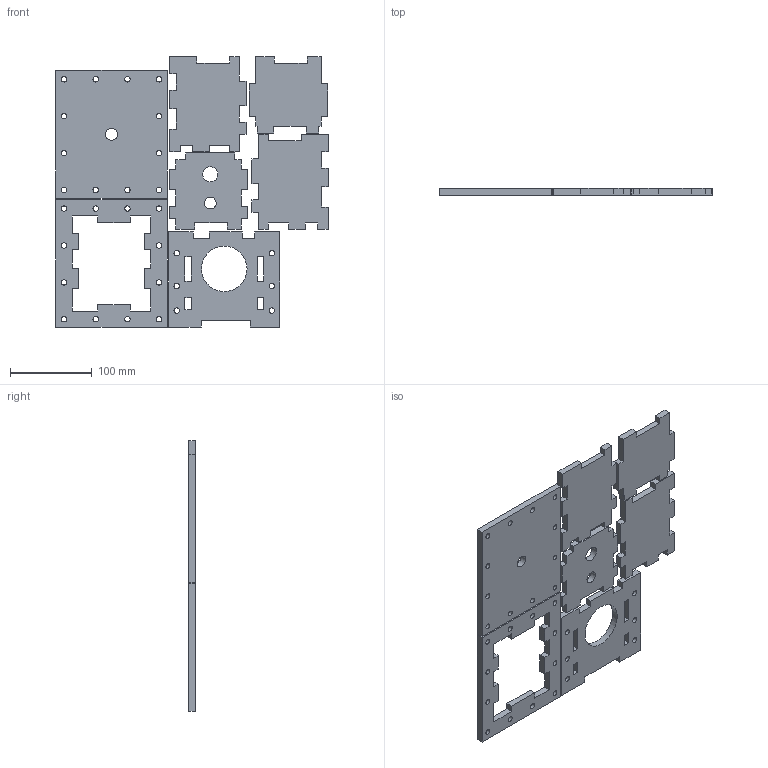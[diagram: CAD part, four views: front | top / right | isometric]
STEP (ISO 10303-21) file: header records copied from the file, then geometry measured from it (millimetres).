
FILE_DESCRIPTION(/* description */ (''),/* implementation_level */ '2;1');
FILE_NAME(/* name */ '1fb119c9-fc1c-4651-8b16-bde07dad9a09.stp',/* time_stamp */ '2019-05-17T14:19:54+00:00',/* author */ (''),/* organization */ (''),/* preprocessor_version */ 'ST-DEVELOPER v18',/* originating_system */ 'Autodesk Translation Framework v8.2.0.1029',/* authorisation */ '');
FILE_SCHEMA (('AUTOMOTIVE_DESIGN { 1 0 10303 214 3 1 1 }'));
Length unit declared in the file: millimetre
Products named in the file (4): EchoSounder_Laser; Component1; Component2; Component3
Assembly tree (3 placements, depth 2):
  EchoSounder_Laser
    Component1
    Component2
    Component3
Bounding box: 332.32 x 8 x 330.54 mm (x, y, z)
Volume: 610709 mm3; surface area: 195028.7 mm2
Topology: 7 solids, 7 shells, 232 faces, 654 edges, 436 vertices
Faces by surface type: plane 198, cylinder 34
Full cylindrical faces by diameter (mm): 6.6 x30, 14.5 x2, 18.5 x1, 55.6 x1
Entity records: 7677 total; most frequent: CARTESIAN_POINT 1329, ORIENTED_EDGE 1308, DIRECTION 1200, EDGE_CURVE 654, LINE 586, VECTOR 586, VERTEX_POINT 436, EDGE_LOOP 310
